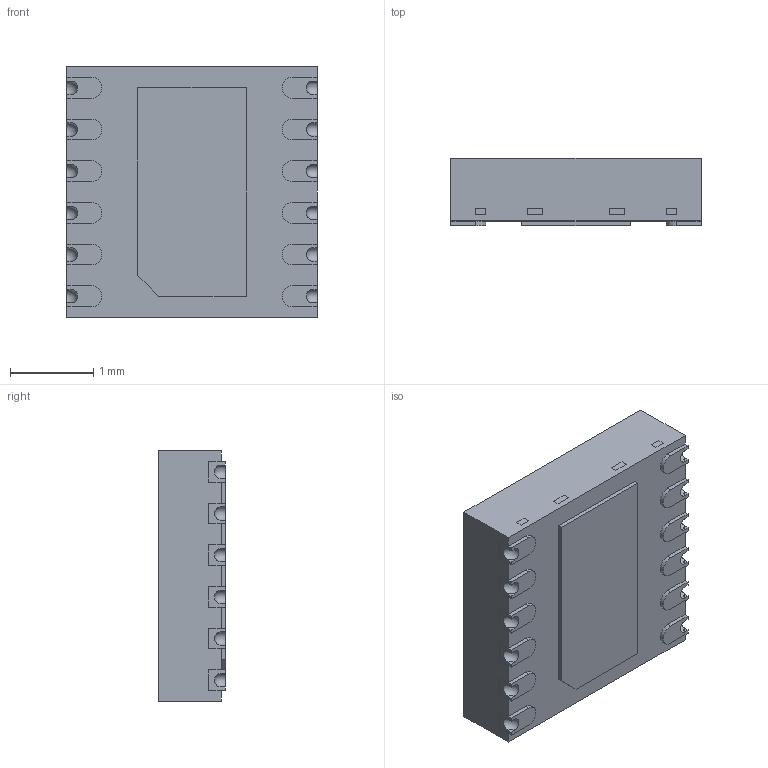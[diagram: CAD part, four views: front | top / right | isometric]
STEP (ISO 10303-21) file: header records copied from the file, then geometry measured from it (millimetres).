
FILE_DESCRIPTION (( 'STEP AP214' ), '1' );
FILE_NAME ('LM74800QDRRRQ1.STEP', '2023-06-12T16:49:17', ( '' ), ( '' ), 'SwSTEP 2.0', 'SolidWorks 2021', '' );
FILE_SCHEMA (( 'AUTOMOTIVE_DESIGN' ));
Length unit declared in the file: millimetre
Products named in the file (1): LM74800QDRRRQ1
Bounding box: 3 x 0.8 x 3 mm (x, y, z)
Volume: 7 mm3; surface area: 43.9 mm2
Topology: 23 solids, 23 shells, 270 faces, 642 edges, 428 vertices
Faces by surface type: plane 230, cylinder 28, torus 12
Entity records: 7962 total; most frequent: CARTESIAN_POINT 1341, DIRECTION 1288, ORIENTED_EDGE 1284, EDGE_CURVE 642, LINE 538, VECTOR 538, VERTEX_POINT 428, AXIS2_PLACEMENT_3D 375
